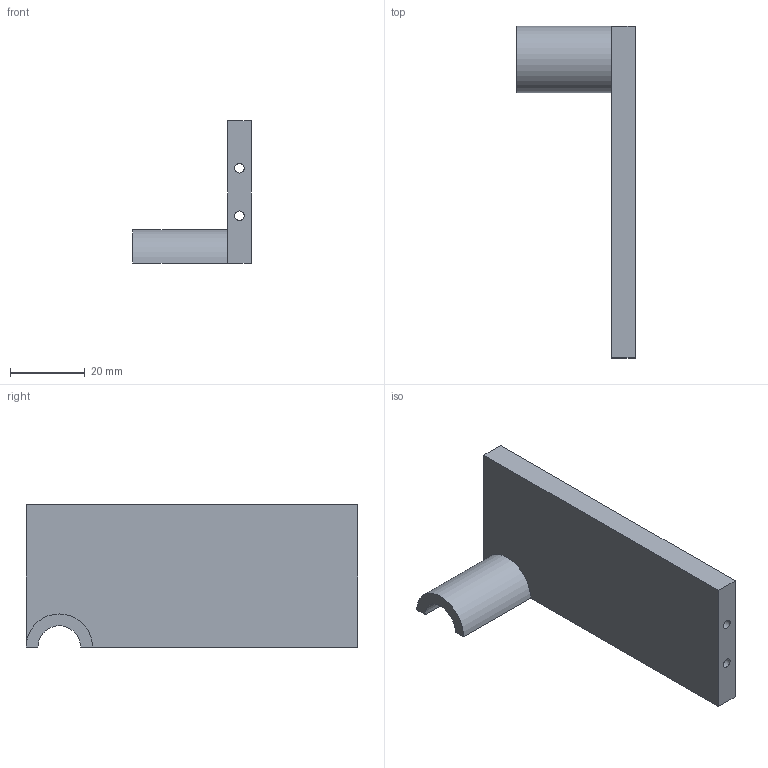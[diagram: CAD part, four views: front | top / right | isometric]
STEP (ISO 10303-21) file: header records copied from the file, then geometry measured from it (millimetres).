
FILE_DESCRIPTION(/* description */ (''),/* implementation_level */ '2;1');
FILE_NAME(/* name */ 'WheelGuardNoTunnel_TPU.step',/* time_stamp */ '2023-04-13T17:23:43-04:00',/* author */ (''),/* organization */ (''),/* preprocessor_version */ 'ST-DEVELOPER v19.2',/* originating_system */ 'Autodesk Translation Framework v12.4.0.73',/* authorisation */ '');
FILE_SCHEMA (('AUTOMOTIVE_DESIGN { 1 0 10303 214 3 1 1 }'));
Length unit declared in the file: inch
Products named in the file (2): WhirlWax_WheelGuardTunnel; lilTunnel
Assembly tree (1 placements, depth 2):
  WhirlWax_WheelGuardTunnel
    lilTunnel
Bounding box: 31.75 x 88.9 x 38.1 mm (x, y, z)
Volume: 22131.4 mm3; surface area: 11196.8 mm2
Topology: 2 solids, 2 shells, 16 faces, 36 edges, 24 vertices
Faces by surface type: plane 11, cylinder 5
Full cylindrical faces by diameter (mm): 2.54 x2
Entity records: 514 total; most frequent: DIRECTION 84, CARTESIAN_POINT 79, ORIENTED_EDGE 72, EDGE_CURVE 36, AXIS2_PLACEMENT_3D 29, LINE 26, VECTOR 26, VERTEX_POINT 24
